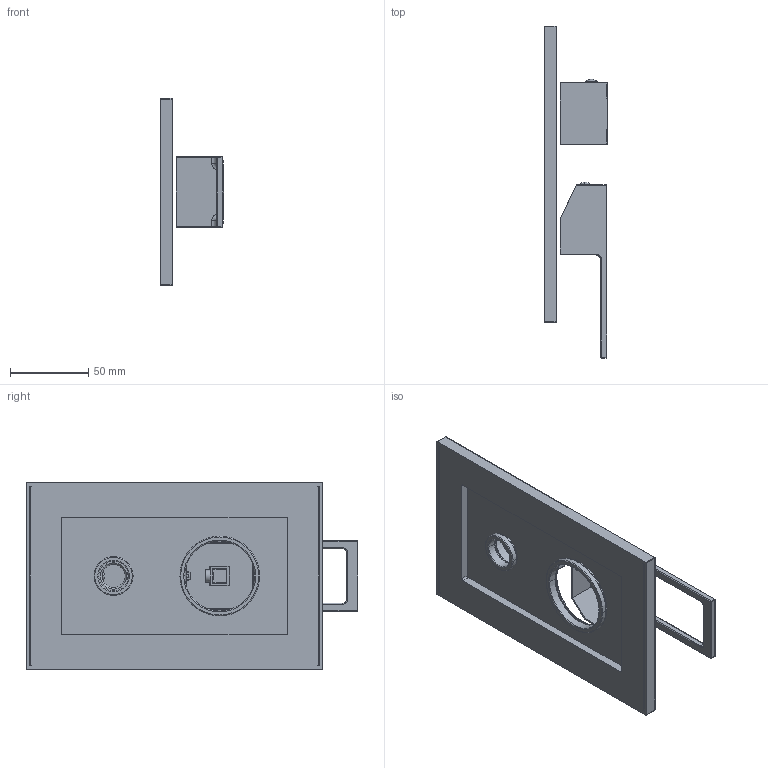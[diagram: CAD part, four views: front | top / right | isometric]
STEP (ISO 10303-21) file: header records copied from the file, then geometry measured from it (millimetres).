
FILE_DESCRIPTION((''),'2;1');
FILE_NAME('EF018CREST','2021-11-04T09:31:18',('ut3'),('PAFFONI SpA'),'CREO PARAMETRIC BY PTC INC, 2020044','CREO PARAMETRIC BY PTC INC, 2020044','');
FILE_SCHEMA(('CONFIG_CONTROL_DESIGN','SHAPE_APPEARANCE_LAYERS_GROUPS'));
Length unit declared in the file: millimetre
Products named in the file (1): EF018CREST
Bounding box: 40.49 x 212.5 x 120 mm (x, y, z)
Volume: 158894.3 mm3; surface area: 107260.2 mm2
Topology: 3 solids, 3 shells, 297 faces, 708 edges, 434 vertices
Faces by surface type: cylinder 119, plane 110, torus 34, cone 20, sphere 14
Entity records: 11319 total; most frequent: CARTESIAN_POINT 2181, DIRECTION 1542, ORIENTED_EDGE 1404, EDGE_CURVE 702, AXIS2_PLACEMENT_3D 594, VERTEX_POINT 434, VECTOR 354, LINE 354
